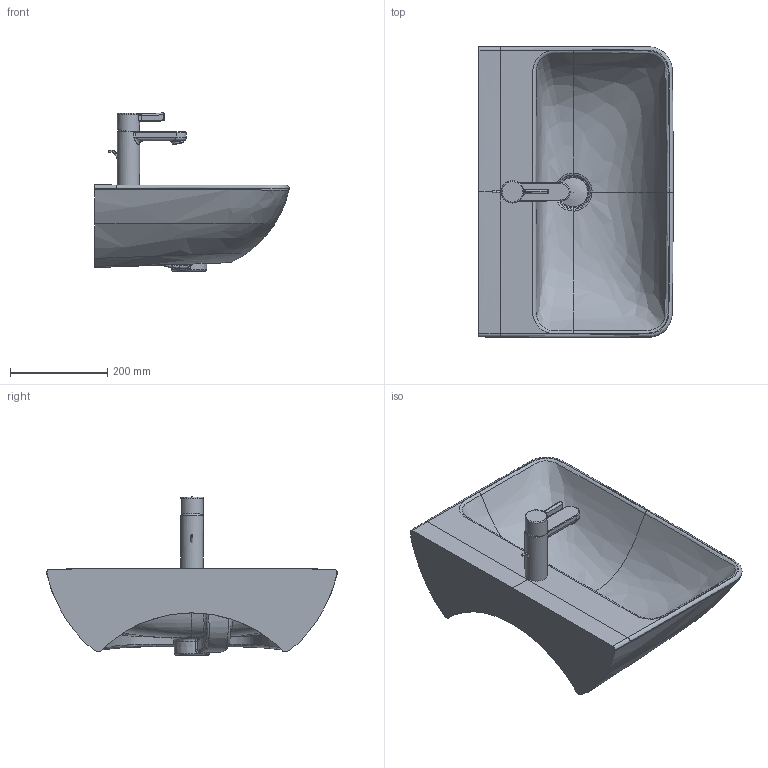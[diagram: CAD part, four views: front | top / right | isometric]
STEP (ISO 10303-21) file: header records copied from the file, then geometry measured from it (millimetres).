
FILE_DESCRIPTION((''),'2;1');
FILE_NAME('234360.stp','2017-07-31T15:39:45',('Administrator'),(''),'Autodesk Inventor 2011','Autodesk Inventor 2011','');
FILE_SCHEMA(('CONFIG_CONTROL_DESIGN'));
Length unit declared in the file: millimetre
Products named in the file (10): 234360; Armatur Durastyle Waschtisch; Fassung Sieb; Griff; Gehäuse; Hebel_Ventil; Gleitring; Kelch; Stopfen
Assembly tree (9 placements, depth 3):
  234360
    234360
    Armatur Durastyle Waschtisch
      Fassung Sieb
      Griff
      Gehäuse
      Hebel_Ventil
      Gleitring
    Kelch
    Stopfen
Bounding box: 400.18 x 600 x 325.56 mm (x, y, z)
Volume: 11627887.9 mm3; surface area: 935258.4 mm2
Topology: 7 solids, 9 shells, 284 faces, 690 edges, 415 vertices
Faces by surface type: bspline 126, plane 64, cylinder 63, torus 16, sphere 10, cone 5
Full cylindrical faces by diameter (mm): 4 x2, 20.15 x1, 21.15 x1, 23.15 x1, 25 x1, 35 x1, 42 x1, 44 x1, 46 x2, 46.21 x1, 60 x1
Entity records: 89283 total; most frequent: CARTESIAN_POINT 83141, ORIENTED_EDGE 1290, DIRECTION 979, EDGE_CURVE 647, AXIS2_PLACEMENT_3D 405, VERTEX_POINT 403, EDGE_LOOP 336, FACE_OUTER_BOUND 283
